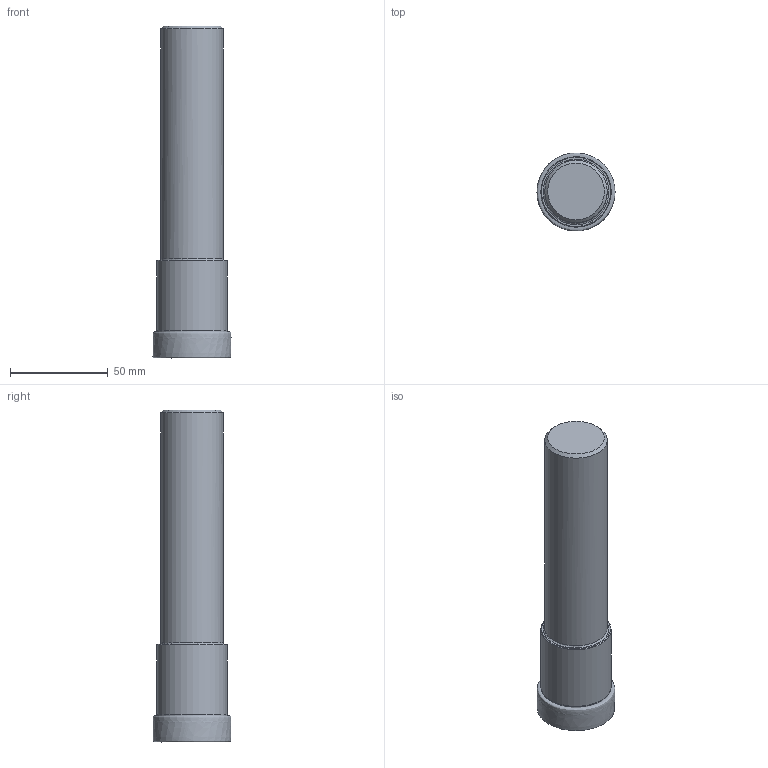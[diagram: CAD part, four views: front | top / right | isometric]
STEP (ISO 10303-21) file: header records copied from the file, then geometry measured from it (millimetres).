
FILE_DESCRIPTION(/* description */ (''),/* implementation_level */ '2;1');
FILE_NAME(/* name */ 'toolassembly_1.stp',/* time_stamp */ '2018-06-25T15:40:21+02:00',/* author */ (''),/* organization */ ('SMS'),/* preprocessor_version */ 'ST-DEVELOPER v15',/* originating_system */ 'SIEMENS PLM Software NX 8.5',/* authorisation */ '');
FILE_SCHEMA (('AUTOMOTIVE_DESIGN { 1 0 10303 214 3 1 1 1 }'));
Length unit declared in the file: millimetre
Products named in the file (4): ASSEMBLY_CONSTRUCTION; CUT_20180625153950; NOCUT_20180625153946; TOOLASSEMBLY_1
Assembly tree (3 placements, depth 2):
  TOOLASSEMBLY_1
    NOCUT_20180625153946
    CUT_20180625153950
    ASSEMBLY_CONSTRUCTION
Bounding box: 39.94 x 39.93 x 170.01 mm (x, y, z)
Volume: 162427 mm3; surface area: 23927 mm2
Topology: 2 solids, 2 shells, 20 faces, 40 edges, 32 vertices
Faces by surface type: torus 7, cone 6, plane 4, cylinder 2, bspline 1
Full cylindrical faces by diameter (mm): 32 x1, 36 x1
Entity records: 5668 total; most frequent: CARTESIAN_POINT 5141, DIRECTION 98, AXIS2_PLACEMENT_3D 49, EDGE_LOOP 36, ORIENTED_EDGE 36, FACE_BOUND 35, ADVANCED_FACE 20, VERTEX_POINT 19
